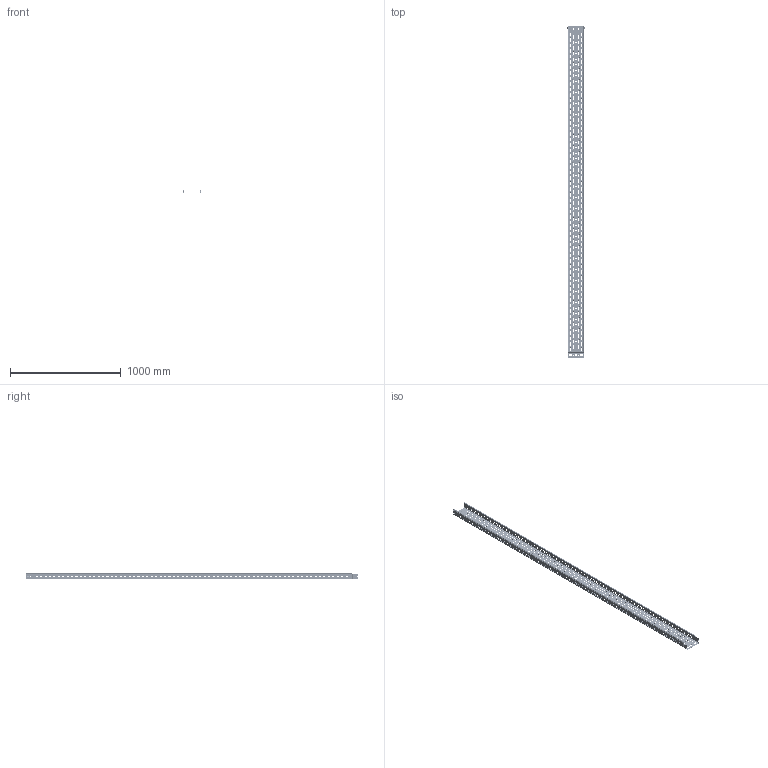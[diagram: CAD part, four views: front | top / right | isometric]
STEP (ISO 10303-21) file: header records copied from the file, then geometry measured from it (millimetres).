
FILE_DESCRIPTION(/* description */ (''),/* implementation_level */ '2;1');
FILE_NAME(/* name */ 'KFJ150H60_3.stp',/* time_stamp */ '2020-03-24T12:12:57+01:00',/* author */ ('stanislaw.luczak'),/* organization */ (''),/* preprocessor_version */ 'ST-DEVELOPER v18',/* originating_system */ 'Autodesk Inventor 2020',/* authorisation */ '');
FILE_SCHEMA (('AUTOMOTIVE_DESIGN { 1 0 10303 214 3 1 1 }'));
Products named in the file (1): KFJ100H60_3
Bounding box: 158 x 3000 x 61.97 mm (x, y, z)
Volume: 765978.3 mm3; surface area: 1573697.1 mm2
Topology: 1 solids, 1 shells, 10212 faces, 24936 edges, 15385 vertices
Faces by surface type: plane 3861, cylinder 3583, torus 1844, cone 920, bspline 4
Full cylindrical faces by diameter (mm): 11 x57
Entity records: 301870 total; most frequent: DIRECTION 56223, CARTESIAN_POINT 50764, ORIENTED_EDGE 49872, EDGE_CURVE 24936, AXIS2_PLACEMENT_3D 21100, VERTEX_POINT 15385, LINE 14023, VECTOR 14023
